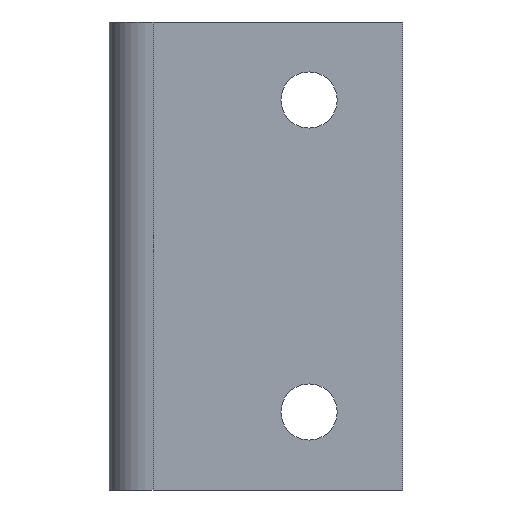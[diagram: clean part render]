
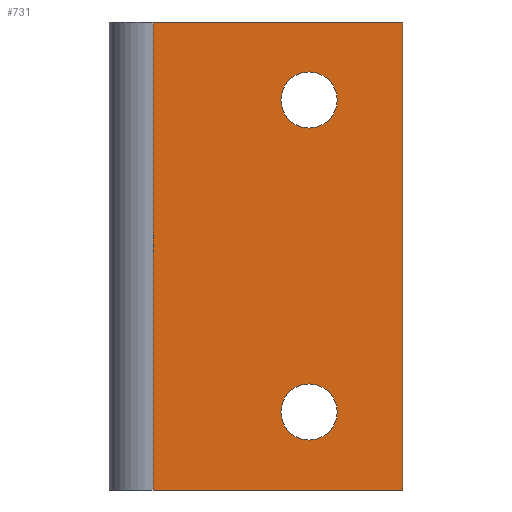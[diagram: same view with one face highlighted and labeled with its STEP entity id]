
A CAD part, front view. The second image highlights one B-rep face of the part: STEP entity #731.
In plain terms, the highlighted planar face has unit normal (0, -1, 0).
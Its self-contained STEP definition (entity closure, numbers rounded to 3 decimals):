
#3 = DIRECTION ( 'NONE',  ( 0., 0., 1. ) ) ;
#8 = DIRECTION ( 'NONE',  ( 0., 0., -1. ) ) ;
#19 = CARTESIAN_POINT ( 'NONE',  ( 32., 0., -29.5 ) ) ;
#22 = AXIS2_PLACEMENT_3D ( 'NONE', #646, #355, #595 ) ;
#41 = AXIS2_PLACEMENT_3D ( 'NONE', #354, #709, #3 ) ;
#48 = EDGE_CURVE ( 'NONE', #650, #403, #336, .T. ) ;
#49 = CIRCLE ( 'NONE', #392, 4.5 ) ;
#57 = CARTESIAN_POINT ( 'NONE',  ( 32., 0., 29.5 ) ) ;
#60 = AXIS2_PLACEMENT_3D ( 'NONE', #132, #377, #135 ) ;
#99 = VECTOR ( 'NONE', #560, 1000. ) ;
#127 = VECTOR ( 'NONE', #8, 1000. ) ;
#128 = VECTOR ( 'NONE', #133, 1000. ) ;
#129 = CARTESIAN_POINT ( 'NONE',  ( 32., 0., 20.5 ) ) ;
#132 = CARTESIAN_POINT ( 'NONE',  ( 0., 0., 37.5 ) ) ;
#133 = DIRECTION ( 'NONE',  ( 1., 0., 0. ) ) ;
#135 = DIRECTION ( 'NONE',  ( 0., 0., 1. ) ) ;
#143 = CARTESIAN_POINT ( 'NONE',  ( 0., 0., 37.5 ) ) ;
#148 = EDGE_LOOP ( 'NONE', ( #679, #160 ) ) ;
#160 = ORIENTED_EDGE ( 'NONE', *, *, #552, .T. ) ;
#177 = CARTESIAN_POINT ( 'NONE',  ( 7., 0., 37.5 ) ) ;
#183 = CARTESIAN_POINT ( 'NONE',  ( 32., 0., -20.5 ) ) ;
#208 = VERTEX_POINT ( 'NONE', #470 ) ;
#217 = FACE_BOUND ( 'NONE', #728, .T. ) ;
#218 = CARTESIAN_POINT ( 'NONE',  ( 47., 0., 37.5 ) ) ;
#230 = VERTEX_POINT ( 'NONE', #57 ) ;
#231 = CARTESIAN_POINT ( 'NONE',  ( 32., 0., 25. ) ) ;
#255 = LINE ( 'NONE', #725, #99 ) ;
#262 = EDGE_CURVE ( 'NONE', #230, #712, #283, .T. ) ;
#283 = CIRCLE ( 'NONE', #686, 4.5 ) ;
#294 = EDGE_CURVE ( 'NONE', #713, #671, #683, .T. ) ;
#300 = CARTESIAN_POINT ( 'NONE',  ( 7., 0., 37.5 ) ) ;
#308 = VERTEX_POINT ( 'NONE', #483 ) ;
#309 = EDGE_CURVE ( 'NONE', #650, #308, #495, .T. ) ;
#336 = LINE ( 'NONE', #143, #128 ) ;
#354 = CARTESIAN_POINT ( 'NONE',  ( 32., 0., -25. ) ) ;
#355 = DIRECTION ( 'NONE',  ( 0., 1., 0. ) ) ;
#356 = DIRECTION ( 'NONE',  ( 0., 1., 0. ) ) ;
#358 = ORIENTED_EDGE ( 'NONE', *, *, #294, .T. ) ;
#375 = ORIENTED_EDGE ( 'NONE', *, *, #729, .T. ) ;
#377 = DIRECTION ( 'NONE',  ( 0., 1., 0. ) ) ;
#387 = ORIENTED_EDGE ( 'NONE', *, *, #663, .T. ) ;
#392 = AXIS2_PLACEMENT_3D ( 'NONE', #723, #430, #433 ) ;
#403 = VERTEX_POINT ( 'NONE', #411 ) ;
#411 = CARTESIAN_POINT ( 'NONE',  ( 47., 0., 37.5 ) ) ;
#423 = EDGE_CURVE ( 'NONE', #403, #208, #621, .T. ) ;
#430 = DIRECTION ( 'NONE',  ( 0., 1., 0. ) ) ;
#433 = DIRECTION ( 'NONE',  ( 0., 0., 1. ) ) ;
#437 = ORIENTED_EDGE ( 'NONE', *, *, #423, .F. ) ;
#470 = CARTESIAN_POINT ( 'NONE',  ( 47., 0., -37.5 ) ) ;
#471 = DIRECTION ( 'NONE',  ( 0., 0., -1. ) ) ;
#483 = CARTESIAN_POINT ( 'NONE',  ( 7., 0., -37.5 ) ) ;
#495 = LINE ( 'NONE', #177, #127 ) ;
#500 = ORIENTED_EDGE ( 'NONE', *, *, #48, .F. ) ;
#502 = PLANE ( 'NONE',  #60 ) ;
#552 = EDGE_CURVE ( 'NONE', #712, #230, #682, .T. ) ;
#560 = DIRECTION ( 'NONE',  ( 1., 0., 0. ) ) ;
#581 = ORIENTED_EDGE ( 'NONE', *, *, #309, .T. ) ;
#586 = VECTOR ( 'NONE', #471, 1000. ) ;
#595 = DIRECTION ( 'NONE',  ( 0., 0., 1. ) ) ;
#621 = LINE ( 'NONE', #218, #586 ) ;
#646 = CARTESIAN_POINT ( 'NONE',  ( 32., 0., 25. ) ) ;
#649 = DIRECTION ( 'NONE',  ( 0., 0., 1. ) ) ;
#650 = VERTEX_POINT ( 'NONE', #300 ) ;
#663 = EDGE_CURVE ( 'NONE', #671, #713, #49, .T. ) ;
#671 = VERTEX_POINT ( 'NONE', #183 ) ;
#679 = ORIENTED_EDGE ( 'NONE', *, *, #262, .T. ) ;
#682 = CIRCLE ( 'NONE', #22, 4.5 ) ;
#683 = CIRCLE ( 'NONE', #41, 4.5 ) ;
#686 = AXIS2_PLACEMENT_3D ( 'NONE', #231, #356, #649 ) ;
#691 = FACE_BOUND ( 'NONE', #148, .T. ) ;
#709 = DIRECTION ( 'NONE',  ( 0., 1., 0. ) ) ;
#710 = FACE_OUTER_BOUND ( 'NONE', #727, .T. ) ;
#712 = VERTEX_POINT ( 'NONE', #129 ) ;
#713 = VERTEX_POINT ( 'NONE', #19 ) ;
#723 = CARTESIAN_POINT ( 'NONE',  ( 32., 0., -25. ) ) ;
#725 = CARTESIAN_POINT ( 'NONE',  ( 0., 0., -37.5 ) ) ;
#727 = EDGE_LOOP ( 'NONE', ( #375, #437, #500, #581 ) ) ;
#728 = EDGE_LOOP ( 'NONE', ( #387, #358 ) ) ;
#729 = EDGE_CURVE ( 'NONE', #308, #208, #255, .T. ) ;
#731 = ADVANCED_FACE ( 'NONE', ( #217, #691, #710 ), #502, .F. ) ;
